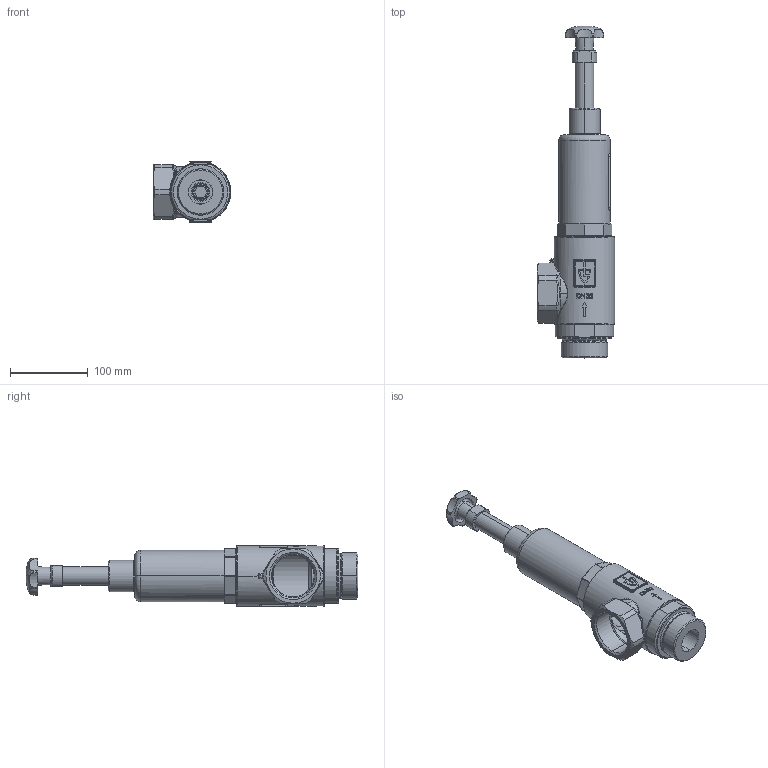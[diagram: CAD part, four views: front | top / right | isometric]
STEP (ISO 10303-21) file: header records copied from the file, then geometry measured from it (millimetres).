
FILE_DESCRIPTION (( 'STEP AP214' ), '1' );
FILE_NAME ('453bGFO-32-M-F-50-50.STEP', '2023-12-01T08:36:51', ( '' ), ( '' ), 'SwSTEP 2.0', 'SolidWorks 2022', '' );
FILE_SCHEMA (( 'AUTOMOTIVE_DESIGN' ));
Length unit declared in the file: millimetre
Products named in the file (1): 453bGFO-32-M-F-50-50
Bounding box: 100 x 427.52 x 79 mm (x, y, z)
Volume: 518964 mm3; surface area: 191358.6 mm2
Topology: 7 solids, 7 shells, 638 faces, 1551 edges, 961 vertices
Faces by surface type: plane 206, cylinder 160, bspline 134, cone 73, torus 59, sphere 6
Entity records: 31592 total; most frequent: CARTESIAN_POINT 10308, ORIENTED_EDGE 3094, DIRECTION 2790, EDGE_CURVE 1547, AXIS2_PLACEMENT_3D 1095, VERTEX_POINT 961, EDGE_LOOP 692, UNCERTAINTY_MEASURE_WITH_UNIT 647
